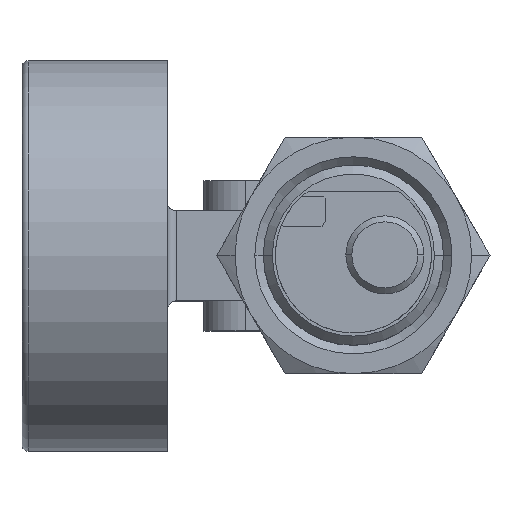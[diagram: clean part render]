
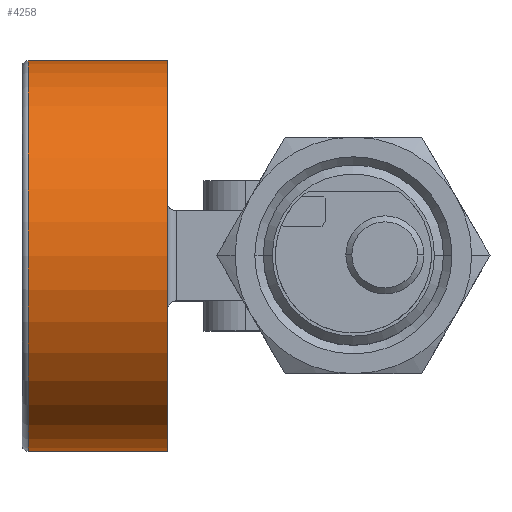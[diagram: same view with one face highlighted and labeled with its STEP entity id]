
A CAD part, top view. The second image highlights one B-rep face of the part: STEP entity #4258.
In plain terms, the highlighted cylindrical face has radius 32.5 mm (diameter 65 mm), a partial arc.
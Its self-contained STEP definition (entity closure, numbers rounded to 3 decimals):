
#3755=CARTESIAN_POINT('',(0.,7.5,-7.));
#3756=DIRECTION('',(1.,0.,0.));
#3757=DIRECTION('',(0.,1.,0.));
#3758=AXIS2_PLACEMENT_3D('',#3755,#3756,#3757);
#3799=DIRECTION('',(1.,0.,0.));
#3800=VECTOR('',#3799,23.2);
#3801=CARTESIAN_POINT('',(0.,-25.,-7.));
#3802=LINE('',#3801,#3800);
#3884=CARTESIAN_POINT('',(23.2,7.5,-7.));
#3885=DIRECTION('',(1.,0.,0.));
#3886=DIRECTION('',(0.,1.,0.));
#3887=AXIS2_PLACEMENT_3D('',#3884,#3885,#3886);
#3892=DIRECTION('',(1.,0.,0.));
#3893=VECTOR('',#3892,23.2);
#3894=CARTESIAN_POINT('',(0.,40.,-7.));
#3895=LINE('',#3894,#3893);
#4028=CARTESIAN_POINT('',(0.,-25.,-7.));
#4029=CARTESIAN_POINT('',(0.,40.,-7.));
#4030=VERTEX_POINT('',#4028);
#4031=VERTEX_POINT('',#4029);
#4063=CARTESIAN_POINT('',(23.2,-25.,-7.));
#4064=CARTESIAN_POINT('',(23.2,40.,-7.));
#4065=VERTEX_POINT('',#4063);
#4066=VERTEX_POINT('',#4064);
#4247=CARTESIAN_POINT('',(0.,7.5,-7.));
#4248=DIRECTION('',(1.,0.,0.));
#4249=DIRECTION('',(0.,-1.,0.));
#4250=AXIS2_PLACEMENT_3D('',#4247,#4248,#4249);
#4251=CYLINDRICAL_SURFACE('',#4250,32.5);
#4252=ORIENTED_EDGE('',*,*,#4241,.T.);
#4253=ORIENTED_EDGE('',*,*,#4159,.F.);
#4254=ORIENTED_EDGE('',*,*,#4136,.F.);
#4255=ORIENTED_EDGE('',*,*,#4156,.T.);
#4256=EDGE_LOOP('',(#4252,#4253,#4254,#4255));
#4257=FACE_OUTER_BOUND('',#4256,.F.);
#4258=ADVANCED_FACE('',(#4257),#4251,.T.);
#3759=CIRCLE('',#3758,32.5);
#3888=CIRCLE('',#3887,32.5);
#4136=EDGE_CURVE('',#4031,#4030,#3759,.T.);
#4156=EDGE_CURVE('',#4031,#4066,#3895,.T.);
#4159=EDGE_CURVE('',#4030,#4065,#3802,.T.);
#4241=EDGE_CURVE('',#4066,#4065,#3888,.T.);
